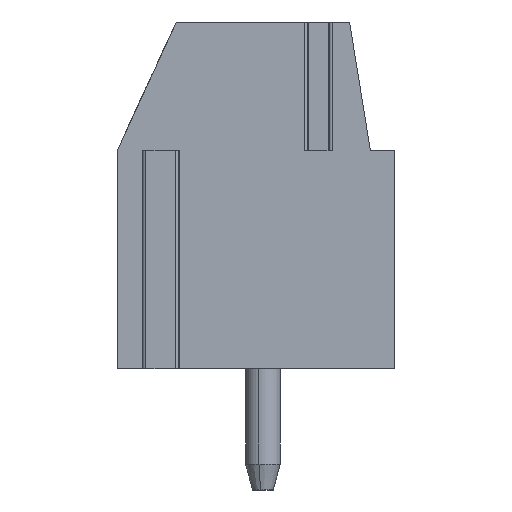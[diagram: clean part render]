
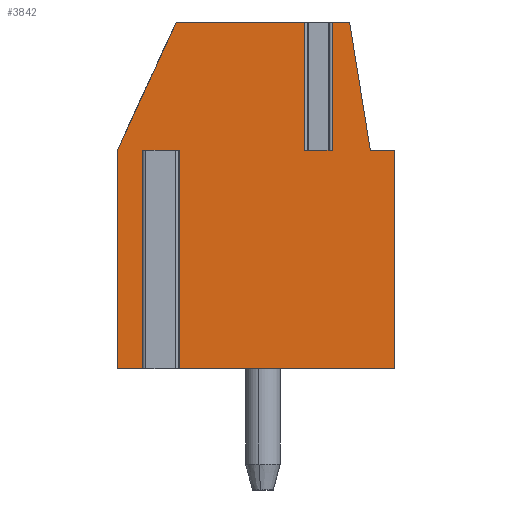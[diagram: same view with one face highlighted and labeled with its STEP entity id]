
A CAD part, left-side view. The second image highlights one B-rep face of the part: STEP entity #3842.
In plain terms, the highlighted planar face has unit normal (-1, 0, 0).
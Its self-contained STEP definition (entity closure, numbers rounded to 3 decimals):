
#3804=AXIS2_PLACEMENT_3D('Plane Axis2P3D',#3801,#3802,#3803) ;
#226=CARTESIAN_POINT('Line Origine',(0.5,1.,11.65)) ;
#230=CARTESIAN_POINT('Vertex',(0.5,1.3,13.5)) ;
#232=CARTESIAN_POINT('Vertex',(0.5,0.7,9.8)) ;
#266=CARTESIAN_POINT('Line Origine',(0.5,0.35,9.8)) ;
#270=CARTESIAN_POINT('Vertex',(0.5,0.,9.8)) ;
#297=CARTESIAN_POINT('Line Origine',(0.5,7.15,11.65)) ;
#301=CARTESIAN_POINT('Vertex',(0.5,6.3,13.5)) ;
#303=CARTESIAN_POINT('Vertex',(0.5,8.,9.8)) ;
#924=CARTESIAN_POINT('Line Origine',(0.5,0.,6.65)) ;
#928=CARTESIAN_POINT('Vertex',(0.5,0.,3.5)) ;
#1276=CARTESIAN_POINT('Line Origine',(0.5,8.,6.65)) ;
#1280=CARTESIAN_POINT('Vertex',(0.5,8.,3.5)) ;
#1606=CARTESIAN_POINT('Line Origine',(0.5,4.447,13.5)) ;
#1610=CARTESIAN_POINT('Vertex',(0.5,2.594,13.5)) ;
#1659=CARTESIAN_POINT('Vertex',(0.5,1.806,13.5)) ;
#1662=CARTESIAN_POINT('Line Origine',(0.5,1.553,13.5)) ;
#1979=CARTESIAN_POINT('Line Origine',(0.5,3.218,3.5)) ;
#1983=CARTESIAN_POINT('Vertex',(0.5,6.435,3.5)) ;
#2018=CARTESIAN_POINT('Vertex',(0.5,7.065,3.5)) ;
#2021=CARTESIAN_POINT('Line Origine',(0.5,7.533,3.5)) ;
#3439=CARTESIAN_POINT('Vertex',(0.5,6.435,9.8)) ;
#3449=CARTESIAN_POINT('Line Origine',(0.5,6.435,6.65)) ;
#3461=CARTESIAN_POINT('Line Origine',(0.5,6.75,9.8)) ;
#3465=CARTESIAN_POINT('Vertex',(0.5,7.065,9.8)) ;
#3559=CARTESIAN_POINT('Line Origine',(0.5,7.065,6.65)) ;
#3801=CARTESIAN_POINT('Axis2P3D Location',(0.5,6.241,14.3)) ;
#3806=CARTESIAN_POINT('Line Origine',(0.5,1.806,11.65)) ;
#3810=CARTESIAN_POINT('Vertex',(0.5,1.806,9.8)) ;
#3813=CARTESIAN_POINT('Line Origine',(0.5,2.2,9.8)) ;
#3817=CARTESIAN_POINT('Vertex',(0.5,2.594,9.8)) ;
#3820=CARTESIAN_POINT('Line Origine',(0.5,2.594,11.65)) ;
#227=DIRECTION('Vector Direction',(0.,-0.16,-0.987)) ;
#267=DIRECTION('Vector Direction',(0.,-1.,0.)) ;
#298=DIRECTION('Vector Direction',(0.,0.418,-0.909)) ;
#925=DIRECTION('Vector Direction',(0.,0.,-1.)) ;
#1277=DIRECTION('Vector Direction',(0.,0.,1.)) ;
#1607=DIRECTION('Vector Direction',(0.,-1.,0.)) ;
#1663=DIRECTION('Vector Direction',(0.,-1.,0.)) ;
#1980=DIRECTION('Vector Direction',(0.,1.,0.)) ;
#2022=DIRECTION('Vector Direction',(0.,1.,0.)) ;
#3450=DIRECTION('Vector Direction',(0.,0.,1.)) ;
#3462=DIRECTION('Vector Direction',(0.,1.,0.)) ;
#3560=DIRECTION('Vector Direction',(0.,0.,1.)) ;
#3802=DIRECTION('Axis2P3D Direction',(1.,0.,0.)) ;
#3803=DIRECTION('Axis2P3D XDirection',(0.,0.,1.)) ;
#3807=DIRECTION('Vector Direction',(0.,0.,1.)) ;
#3814=DIRECTION('Vector Direction',(0.,1.,0.)) ;
#3821=DIRECTION('Vector Direction',(0.,0.,1.)) ;
#228=VECTOR('Line Direction',#227,1.) ;
#268=VECTOR('Line Direction',#267,1.) ;
#299=VECTOR('Line Direction',#298,1.) ;
#926=VECTOR('Line Direction',#925,1.) ;
#1278=VECTOR('Line Direction',#1277,1.) ;
#1608=VECTOR('Line Direction',#1607,1.) ;
#1664=VECTOR('Line Direction',#1663,1.) ;
#1981=VECTOR('Line Direction',#1980,1.) ;
#2023=VECTOR('Line Direction',#2022,1.) ;
#3451=VECTOR('Line Direction',#3450,1.) ;
#3463=VECTOR('Line Direction',#3462,1.) ;
#3561=VECTOR('Line Direction',#3560,1.) ;
#3808=VECTOR('Line Direction',#3807,1.) ;
#3815=VECTOR('Line Direction',#3814,1.) ;
#3822=VECTOR('Line Direction',#3821,1.) ;
#3826=ORIENTED_EDGE('',*,*,#3812,.F.) ;
#3827=ORIENTED_EDGE('',*,*,#3819,.T.) ;
#3828=ORIENTED_EDGE('',*,*,#3824,.T.) ;
#3829=ORIENTED_EDGE('',*,*,#1612,.F.) ;
#3830=ORIENTED_EDGE('',*,*,#305,.T.) ;
#3831=ORIENTED_EDGE('',*,*,#1282,.F.) ;
#3832=ORIENTED_EDGE('',*,*,#2025,.F.) ;
#3833=ORIENTED_EDGE('',*,*,#3563,.T.) ;
#3834=ORIENTED_EDGE('',*,*,#3467,.T.) ;
#3835=ORIENTED_EDGE('',*,*,#3453,.F.) ;
#3836=ORIENTED_EDGE('',*,*,#1985,.F.) ;
#3837=ORIENTED_EDGE('',*,*,#930,.F.) ;
#3838=ORIENTED_EDGE('',*,*,#272,.F.) ;
#3839=ORIENTED_EDGE('',*,*,#234,.F.) ;
#3840=ORIENTED_EDGE('',*,*,#1666,.F.) ;
#3842=ADVANCED_FACE('PartBody',(#3841),#3805,.F.) ;
#234=EDGE_CURVE('',#231,#233,#229,.T.) ;
#272=EDGE_CURVE('',#233,#271,#269,.T.) ;
#305=EDGE_CURVE('',#302,#304,#300,.T.) ;
#930=EDGE_CURVE('',#271,#929,#927,.T.) ;
#1282=EDGE_CURVE('',#1281,#304,#1279,.T.) ;
#1612=EDGE_CURVE('',#302,#1611,#1609,.T.) ;
#1666=EDGE_CURVE('',#1660,#231,#1665,.T.) ;
#1985=EDGE_CURVE('',#929,#1984,#1982,.T.) ;
#2025=EDGE_CURVE('',#2019,#1281,#2024,.T.) ;
#3453=EDGE_CURVE('',#1984,#3440,#3452,.T.) ;
#3467=EDGE_CURVE('',#3466,#3440,#3464,.F.) ;
#3563=EDGE_CURVE('',#2019,#3466,#3562,.T.) ;
#3812=EDGE_CURVE('',#3811,#1660,#3809,.T.) ;
#3819=EDGE_CURVE('',#3811,#3818,#3816,.T.) ;
#3824=EDGE_CURVE('',#3818,#1611,#3823,.T.) ;
#3825=EDGE_LOOP('',(#3826,#3827,#3828,#3829,#3830,#3831,#3832,#3833,#3834,#3835,#3836,#3837,#3838,#3839,#3840)) ;
#3841=FACE_OUTER_BOUND('',#3825,.T.) ;
#229=LINE('Line',#226,#228) ;
#269=LINE('Line',#266,#268) ;
#300=LINE('Line',#297,#299) ;
#927=LINE('Line',#924,#926) ;
#1279=LINE('Line',#1276,#1278) ;
#1609=LINE('Line',#1606,#1608) ;
#1665=LINE('Line',#1662,#1664) ;
#1982=LINE('Line',#1979,#1981) ;
#2024=LINE('Line',#2021,#2023) ;
#3452=LINE('Line',#3449,#3451) ;
#3464=LINE('Line',#3461,#3463) ;
#3562=LINE('Line',#3559,#3561) ;
#3809=LINE('Line',#3806,#3808) ;
#3816=LINE('Line',#3813,#3815) ;
#3823=LINE('Line',#3820,#3822) ;
#3805=PLANE('',#3804) ;
#231=VERTEX_POINT('',#230) ;
#233=VERTEX_POINT('',#232) ;
#271=VERTEX_POINT('',#270) ;
#302=VERTEX_POINT('',#301) ;
#304=VERTEX_POINT('',#303) ;
#929=VERTEX_POINT('',#928) ;
#1281=VERTEX_POINT('',#1280) ;
#1611=VERTEX_POINT('',#1610) ;
#1660=VERTEX_POINT('',#1659) ;
#1984=VERTEX_POINT('',#1983) ;
#2019=VERTEX_POINT('',#2018) ;
#3440=VERTEX_POINT('',#3439) ;
#3466=VERTEX_POINT('',#3465) ;
#3811=VERTEX_POINT('',#3810) ;
#3818=VERTEX_POINT('',#3817) ;
